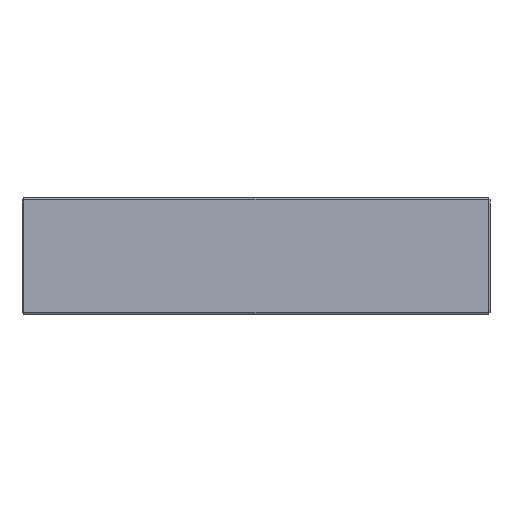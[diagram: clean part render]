
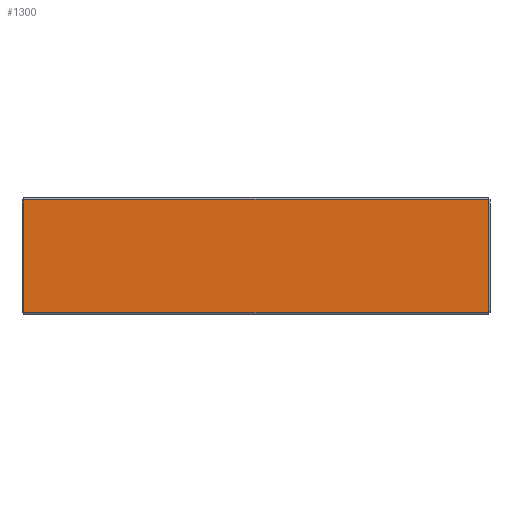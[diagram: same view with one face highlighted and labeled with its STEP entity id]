
A CAD part, top view. The second image highlights one B-rep face of the part: STEP entity #1300.
In plain terms, the highlighted planar face has unit normal (0, 0, 1).
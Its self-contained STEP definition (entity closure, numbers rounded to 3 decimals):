
#36 = VERTEX_POINT ( 'NONE', #341 ) ;
#133 = VECTOR ( 'NONE', #977, 1000. ) ;
#210 = DIRECTION ( 'NONE',  ( 0., 0., 1. ) ) ;
#291 = LINE ( 'NONE', #620, #605 ) ;
#299 = CARTESIAN_POINT ( 'NONE',  ( 450., -109.5, 0. ) ) ;
#316 = VERTEX_POINT ( 'NONE', #999 ) ;
#341 = CARTESIAN_POINT ( 'NONE',  ( -450., 109.5, 0. ) ) ;
#369 = ORIENTED_EDGE ( 'NONE', *, *, #877, .F. ) ;
#389 = VERTEX_POINT ( 'NONE', #1035 ) ;
#553 = VERTEX_POINT ( 'NONE', #299 ) ;
#605 = VECTOR ( 'NONE', #1543, 1000. ) ;
#620 = CARTESIAN_POINT ( 'NONE',  ( 450., 109.5, 0. ) ) ;
#719 = EDGE_LOOP ( 'NONE', ( #916, #1313, #791, #369 ) ) ;
#729 = EDGE_CURVE ( 'NONE', #389, #553, #1123, .T. ) ;
#741 = PLANE ( 'NONE',  #1009 ) ;
#791 = ORIENTED_EDGE ( 'NONE', *, *, #729, .T. ) ;
#813 = CARTESIAN_POINT ( 'NONE',  ( -450., -109.5, 0. ) ) ;
#865 = FACE_OUTER_BOUND ( 'NONE', #719, .T. ) ;
#877 = EDGE_CURVE ( 'NONE', #316, #553, #291, .T. ) ;
#898 = DIRECTION ( 'NONE',  ( -1., 0., 0. ) ) ;
#916 = ORIENTED_EDGE ( 'NONE', *, *, #1402, .T. ) ;
#934 = DIRECTION ( 'NONE',  ( 0., 1., 0. ) ) ;
#977 = DIRECTION ( 'NONE',  ( 1., 0., 0. ) ) ;
#999 = CARTESIAN_POINT ( 'NONE',  ( 450., 109.5, 0. ) ) ;
#1009 = AXIS2_PLACEMENT_3D ( 'NONE', #1383, #210, #1516 ) ;
#1023 = LINE ( 'NONE', #1137, #1101 ) ;
#1035 = CARTESIAN_POINT ( 'NONE',  ( -450., -109.5, 0. ) ) ;
#1084 = LINE ( 'NONE', #813, #1289 ) ;
#1091 = EDGE_CURVE ( 'NONE', #389, #36, #1084, .T. ) ;
#1101 = VECTOR ( 'NONE', #898, 1000. ) ;
#1123 = LINE ( 'NONE', #1500, #133 ) ;
#1137 = CARTESIAN_POINT ( 'NONE',  ( -453., 109.5, 0. ) ) ;
#1289 = VECTOR ( 'NONE', #934, 1000. ) ;
#1300 = ADVANCED_FACE ( 'NONE', ( #865 ), #741, .T. ) ;
#1313 = ORIENTED_EDGE ( 'NONE', *, *, #1091, .F. ) ;
#1383 = CARTESIAN_POINT ( 'NONE',  ( 0., 0., 0. ) ) ;
#1402 = EDGE_CURVE ( 'NONE', #316, #36, #1023, .T. ) ;
#1500 = CARTESIAN_POINT ( 'NONE',  ( -453., -109.5, 0. ) ) ;
#1516 = DIRECTION ( 'NONE',  ( 1., 0., 0. ) ) ;
#1543 = DIRECTION ( 'NONE',  ( 0., -1., 0. ) ) ;
